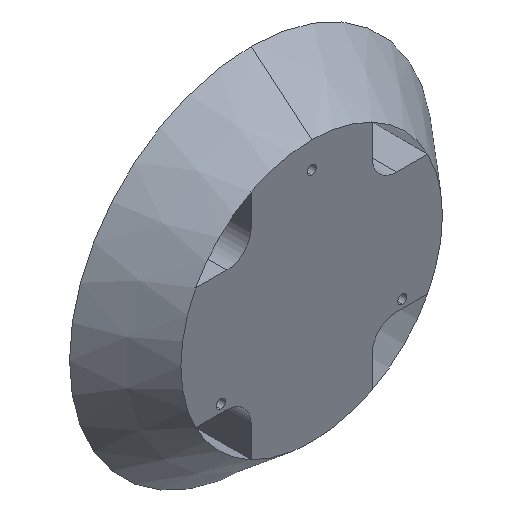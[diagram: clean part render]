
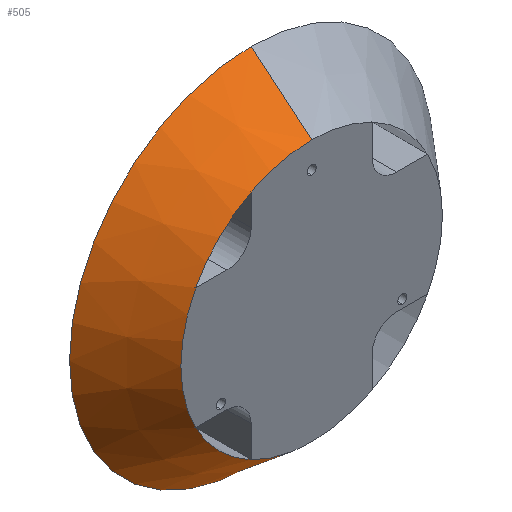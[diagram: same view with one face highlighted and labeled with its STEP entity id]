
A CAD part, isometric view. The second image highlights one B-rep face of the part: STEP entity #505.
In plain terms, the highlighted conical face has half-angle 40 degrees and reference radius 60 mm.
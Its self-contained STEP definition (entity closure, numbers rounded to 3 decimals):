
#32 = AXIS2_PLACEMENT_3D ( 'NONE', #186, #957, #488 ) ;
#61 = EDGE_CURVE ( 'NONE', #1186, #631, #210, .T. ) ;
#62 = DIRECTION ( 'NONE',  ( 0., 0., 1. ) ) ;
#93 = CARTESIAN_POINT ( 'NONE',  ( -38.312, -20., -20. ) ) ;
#169 = VERTEX_POINT ( 'NONE', #694 ) ;
#174 = AXIS2_PLACEMENT_3D ( 'NONE', #864, #780, #1165 ) ;
#186 = CARTESIAN_POINT ( 'NONE',  ( 0., -20., 0. ) ) ;
#197 = FACE_OUTER_BOUND ( 'NONE', #845, .T. ) ;
#207 = DIRECTION ( 'NONE',  ( 0., 1., 0. ) ) ;
#210 = CIRCLE ( 'NONE', #32, 43.218 ) ;
#221 = CARTESIAN_POINT ( 'NONE',  ( 0., 0., -60. ) ) ;
#289 = LINE ( 'NONE', #876, #975 ) ;
#303 = CIRCLE ( 'NONE', #1012, 43.218 ) ;
#312 = CIRCLE ( 'NONE', #1001, 43.218 ) ;
#321 = ORIENTED_EDGE ( 'NONE', *, *, #61, .T. ) ;
#338 = VECTOR ( 'NONE', #1119, 1000. ) ;
#343 = VERTEX_POINT ( 'NONE', #962 ) ;
#347 = DIRECTION ( 'NONE',  ( 0., 0., -1. ) ) ;
#376 = EDGE_CURVE ( 'NONE', #1186, #343, #1105, .T. ) ;
#468 = ORIENTED_EDGE ( 'NONE', *, *, #376, .F. ) ;
#479 = DIRECTION ( 'NONE',  ( 0., 0., 1. ) ) ;
#485 = EDGE_CURVE ( 'NONE', #343, #169, #695, .T. ) ;
#488 = DIRECTION ( 'NONE',  ( 0., 0., 1. ) ) ;
#503 = ORIENTED_EDGE ( 'NONE', *, *, #941, .T. ) ;
#505 = ADVANCED_FACE ( 'NONE', ( #197 ), #1021, .T. ) ;
#514 = DIRECTION ( 'NONE',  ( 0., 0., -1. ) ) ;
#538 = AXIS2_PLACEMENT_3D ( 'NONE', #982, #207, #1069 ) ;
#602 = CARTESIAN_POINT ( 'NONE',  ( -20., -20., -38.312 ) ) ;
#604 = VERTEX_POINT ( 'NONE', #93 ) ;
#608 = VERTEX_POINT ( 'NONE', #860 ) ;
#611 = EDGE_CURVE ( 'NONE', #988, #169, #289, .T. ) ;
#616 = VERTEX_POINT ( 'NONE', #1060 ) ;
#625 = EDGE_CURVE ( 'NONE', #616, #608, #312, .T. ) ;
#631 = VERTEX_POINT ( 'NONE', #602 ) ;
#633 = DIRECTION ( 'NONE',  ( 0., -1., 0. ) ) ;
#667 = DIRECTION ( 'NONE',  ( 0., 0.766, 0.643 ) ) ;
#694 = CARTESIAN_POINT ( 'NONE',  ( 0., 0., 60. ) ) ;
#695 = CIRCLE ( 'NONE', #174, 60. ) ;
#740 = ORIENTED_EDGE ( 'NONE', *, *, #485, .F. ) ;
#755 = ORIENTED_EDGE ( 'NONE', *, *, #858, .T. ) ;
#771 = AXIS2_PLACEMENT_3D ( 'NONE', #916, #633, #347 ) ;
#780 = DIRECTION ( 'NONE',  ( 0., 1., 0. ) ) ;
#783 = CARTESIAN_POINT ( 'NONE',  ( 0., -20., 0. ) ) ;
#845 = EDGE_LOOP ( 'NONE', ( #468, #321, #1143, #755, #915, #503, #1008, #740 ) ) ;
#858 = EDGE_CURVE ( 'NONE', #604, #608, #936, .T. ) ;
#860 = CARTESIAN_POINT ( 'NONE',  ( -38.312, -20., 20. ) ) ;
#864 = CARTESIAN_POINT ( 'NONE',  ( 0., 0., 0. ) ) ;
#876 = CARTESIAN_POINT ( 'NONE',  ( 0., 0., 60. ) ) ;
#909 = CIRCLE ( 'NONE', #771, 43.218 ) ;
#915 = ORIENTED_EDGE ( 'NONE', *, *, #625, .F. ) ;
#916 = CARTESIAN_POINT ( 'NONE',  ( 0., -20., 0. ) ) ;
#918 = DIRECTION ( 'NONE',  ( 0., -1., 0. ) ) ;
#936 = CIRCLE ( 'NONE', #1232, 43.218 ) ;
#941 = EDGE_CURVE ( 'NONE', #616, #988, #303, .T. ) ;
#957 = DIRECTION ( 'NONE',  ( 0., 1., 0. ) ) ;
#962 = CARTESIAN_POINT ( 'NONE',  ( 0., 0., -60. ) ) ;
#975 = VECTOR ( 'NONE', #667, 1000. ) ;
#982 = CARTESIAN_POINT ( 'NONE',  ( 0., 0., 0. ) ) ;
#986 = CARTESIAN_POINT ( 'NONE',  ( 0., -20., -43.218 ) ) ;
#988 = VERTEX_POINT ( 'NONE', #1068 ) ;
#1001 = AXIS2_PLACEMENT_3D ( 'NONE', #1083, #918, #514 ) ;
#1008 = ORIENTED_EDGE ( 'NONE', *, *, #611, .T. ) ;
#1012 = AXIS2_PLACEMENT_3D ( 'NONE', #783, #1159, #479 ) ;
#1021 = CONICAL_SURFACE ( 'NONE', #538, 60., 0.698 ) ;
#1060 = CARTESIAN_POINT ( 'NONE',  ( -20., -20., 38.312 ) ) ;
#1068 = CARTESIAN_POINT ( 'NONE',  ( 0., -20., 43.218 ) ) ;
#1069 = DIRECTION ( 'NONE',  ( 0., 0., 1. ) ) ;
#1083 = CARTESIAN_POINT ( 'NONE',  ( 0., -20., 0. ) ) ;
#1105 = LINE ( 'NONE', #221, #338 ) ;
#1119 = DIRECTION ( 'NONE',  ( 0., 0.766, -0.643 ) ) ;
#1131 = CARTESIAN_POINT ( 'NONE',  ( 0., -20., 0. ) ) ;
#1143 = ORIENTED_EDGE ( 'NONE', *, *, #1216, .F. ) ;
#1159 = DIRECTION ( 'NONE',  ( 0., 1., 0. ) ) ;
#1165 = DIRECTION ( 'NONE',  ( 0., 0., 1. ) ) ;
#1186 = VERTEX_POINT ( 'NONE', #986 ) ;
#1216 = EDGE_CURVE ( 'NONE', #604, #631, #909, .T. ) ;
#1232 = AXIS2_PLACEMENT_3D ( 'NONE', #1131, #1247, #62 ) ;
#1247 = DIRECTION ( 'NONE',  ( 0., 1., 0. ) ) ;
